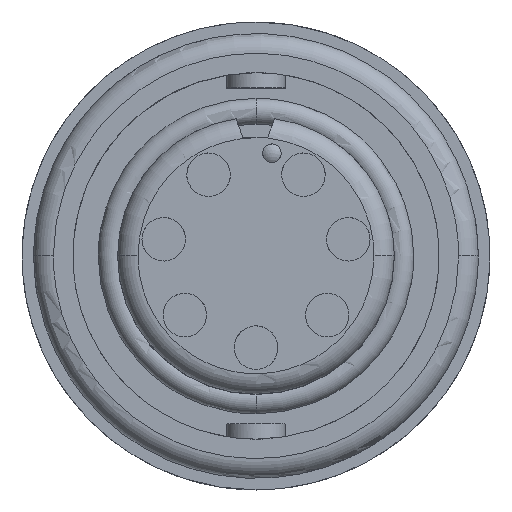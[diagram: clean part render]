
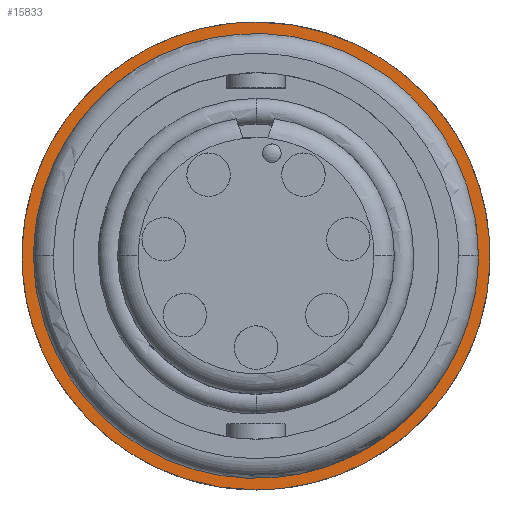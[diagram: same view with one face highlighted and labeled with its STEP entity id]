
A CAD part, top view. The second image highlights one B-rep face of the part: STEP entity #15833.
In plain terms, the highlighted planar face has unit normal (0, 0, 1).
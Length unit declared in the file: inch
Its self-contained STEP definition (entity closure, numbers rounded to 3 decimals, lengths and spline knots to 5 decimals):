
#2397 = EDGE_CURVE ( 'NONE', #5389, #5493, #11745, .T. ) ;
#3198 = EDGE_LOOP ( 'NONE', ( #19378, #19395 ) ) ;
#3201 = EDGE_LOOP ( 'NONE', ( #19013, #19144 ) ) ;
#3431 = EDGE_CURVE ( 'NONE', #5307, #5081, #14693, .T. ) ;
#5081 = VERTEX_POINT ( 'NONE', #9786 ) ;
#5307 = VERTEX_POINT ( 'NONE', #9884 ) ;
#5389 = VERTEX_POINT ( 'NONE', #9838 ) ;
#5493 = VERTEX_POINT ( 'NONE', #10131 ) ;
#6200 = CARTESIAN_POINT ( 'NONE',  ( -0.26989, 0.20741, -0.16158 ) ) ;
#6205 = CARTESIAN_POINT ( 'NONE',  ( -0.20741, 0.26989, -0.16158 ) ) ;
#6207 = CARTESIAN_POINT ( 'NONE',  ( -0.32872, 0.08834, -0.16158 ) ) ;
#6209 = CARTESIAN_POINT ( 'NONE',  ( -0.3375, 0.04418, -0.16158 ) ) ;
#6212 = CARTESIAN_POINT ( 'NONE',  ( -0.2949, 0.16997, -0.16158 ) ) ;
#6222 = CARTESIAN_POINT ( 'NONE',  ( -0.3375, 0., -0.16158 ) ) ;
#6260 = CARTESIAN_POINT ( 'NONE',  ( 0.3375, 0., -0.16158 ) ) ;
#6359 = CARTESIAN_POINT ( 'NONE',  ( 0.08834, 0.32872, -0.16158 ) ) ;
#6366 = CARTESIAN_POINT ( 'NONE',  ( -0.16997, 0.2949, -0.16158 ) ) ;
#6421 = CARTESIAN_POINT ( 'NONE',  ( 0.16997, 0.2949, -0.16158 ) ) ;
#6466 = CARTESIAN_POINT ( 'NONE',  ( 0.3375, 0.04418, -0.16158 ) ) ;
#6527 = CARTESIAN_POINT ( 'NONE',  ( 0.20741, 0.26989, -0.16158 ) ) ;
#6535 = CARTESIAN_POINT ( 'NONE',  ( 0.32872, 0.08834, -0.16158 ) ) ;
#6570 = CARTESIAN_POINT ( 'NONE',  ( 0.04418, 0.3375, -0.16158 ) ) ;
#6578 = CARTESIAN_POINT ( 'NONE',  ( 0.26989, 0.20741, -0.16158 ) ) ;
#6624 = CARTESIAN_POINT ( 'NONE',  ( -0.08834, 0.32872, -0.16158 ) ) ;
#6699 = CARTESIAN_POINT ( 'NONE',  ( 0.2949, 0.16997, -0.16158 ) ) ;
#6747 = CARTESIAN_POINT ( 'NONE',  ( -0.04418, 0.3375, -0.16158 ) ) ;
#8205 = CARTESIAN_POINT ( 'NONE',  ( 0., -0.355, -0.16158 ) ) ;
#8206 = CARTESIAN_POINT ( 'NONE',  ( -0.04647, -0.355, -0.16158 ) ) ;
#8207 = CARTESIAN_POINT ( 'NONE',  ( -0.09292, -0.34576, -0.16158 ) ) ;
#8208 = CARTESIAN_POINT ( 'NONE',  ( -0.17878, -0.31019, -0.16158 ) ) ;
#8209 = CARTESIAN_POINT ( 'NONE',  ( -0.21816, -0.28388, -0.16158 ) ) ;
#8210 = CARTESIAN_POINT ( 'NONE',  ( -0.28388, -0.21816, -0.16158 ) ) ;
#8211 = CARTESIAN_POINT ( 'NONE',  ( -0.31019, -0.17878, -0.16158 ) ) ;
#8212 = CARTESIAN_POINT ( 'NONE',  ( -0.34576, -0.09292, -0.16158 ) ) ;
#8213 = CARTESIAN_POINT ( 'NONE',  ( -0.355, -0.04647, -0.16158 ) ) ;
#8214 = CARTESIAN_POINT ( 'NONE',  ( -0.355, 0.04647, -0.16158 ) ) ;
#8215 = CARTESIAN_POINT ( 'NONE',  ( -0.34576, 0.09292, -0.16158 ) ) ;
#8216 = CARTESIAN_POINT ( 'NONE',  ( -0.31019, 0.17878, -0.16158 ) ) ;
#8217 = CARTESIAN_POINT ( 'NONE',  ( -0.28388, 0.21816, -0.16158 ) ) ;
#8218 = CARTESIAN_POINT ( 'NONE',  ( -0.21816, 0.28388, -0.16158 ) ) ;
#8219 = CARTESIAN_POINT ( 'NONE',  ( -0.17878, 0.31019, -0.16158 ) ) ;
#8220 = CARTESIAN_POINT ( 'NONE',  ( -0.09292, 0.34576, -0.16158 ) ) ;
#8221 = CARTESIAN_POINT ( 'NONE',  ( -0.04647, 0.355, -0.16158 ) ) ;
#8222 = CARTESIAN_POINT ( 'NONE',  ( 0., 0.355, -0.16158 ) ) ;
#9786 = CARTESIAN_POINT ( 'NONE',  ( -0.3375, 0., -0.16158 ) ) ;
#9838 = CARTESIAN_POINT ( 'NONE',  ( 0., 0.355, -0.16158 ) ) ;
#9884 = CARTESIAN_POINT ( 'NONE',  ( 0.3375, 0., -0.16158 ) ) ;
#10131 = CARTESIAN_POINT ( 'NONE',  ( 0., -0.355, -0.16158 ) ) ;
#11745 = B_SPLINE_CURVE_WITH_KNOTS ( 'NONE', 3,
 ( #19181, #19174, #19495, #19489, #18973, #19184, #19473, #18956, #19572, #19766, #19349, #19588, #19412, #18846, #18824, #18831, #19055, #19050 ),
 .UNSPECIFIED., .F., .F.,
 ( 4, 2, 2, 2, 2, 2, 2, 2, 4 ),
 ( 0., 0.125, 0.25, 0.375, 0.5, 0.625, 0.75, 0.875, 1. ),
 .UNSPECIFIED. ) ;
#13401 = CARTESIAN_POINT ( 'NONE',  ( -0.3375, 0., -0.16158 ) ) ;
#13402 = CARTESIAN_POINT ( 'NONE',  ( -0.3375, -0.04418, -0.16158 ) ) ;
#13403 = CARTESIAN_POINT ( 'NONE',  ( -0.32872, -0.08834, -0.16158 ) ) ;
#13404 = CARTESIAN_POINT ( 'NONE',  ( -0.2949, -0.16997, -0.16158 ) ) ;
#13405 = CARTESIAN_POINT ( 'NONE',  ( -0.26989, -0.20741, -0.16158 ) ) ;
#13406 = CARTESIAN_POINT ( 'NONE',  ( -0.20741, -0.26989, -0.16158 ) ) ;
#13407 = CARTESIAN_POINT ( 'NONE',  ( -0.16997, -0.2949, -0.16158 ) ) ;
#13408 = CARTESIAN_POINT ( 'NONE',  ( -0.08834, -0.32872, -0.16158 ) ) ;
#13409 = CARTESIAN_POINT ( 'NONE',  ( -0.04418, -0.3375, -0.16158 ) ) ;
#13410 = CARTESIAN_POINT ( 'NONE',  ( 0.04418, -0.3375, -0.16158 ) ) ;
#13411 = CARTESIAN_POINT ( 'NONE',  ( 0.08834, -0.32872, -0.16158 ) ) ;
#13412 = CARTESIAN_POINT ( 'NONE',  ( 0.16997, -0.2949, -0.16158 ) ) ;
#13413 = CARTESIAN_POINT ( 'NONE',  ( 0.20741, -0.26989, -0.16158 ) ) ;
#13414 = CARTESIAN_POINT ( 'NONE',  ( 0.26989, -0.20741, -0.16158 ) ) ;
#13415 = CARTESIAN_POINT ( 'NONE',  ( 0.2949, -0.16997, -0.16158 ) ) ;
#13416 = CARTESIAN_POINT ( 'NONE',  ( 0.32872, -0.08834, -0.16158 ) ) ;
#13417 = CARTESIAN_POINT ( 'NONE',  ( 0.3375, -0.04418, -0.16158 ) ) ;
#13418 = CARTESIAN_POINT ( 'NONE',  ( 0.3375, 0., -0.16158 ) ) ;
#13622 = PLANE ( 'NONE',  #17661 ) ;
#13626 = CARTESIAN_POINT ( 'NONE',  ( 0., 0.3375, -0.16158 ) ) ;
#13627 = DIRECTION ( 'NONE',  ( 0., 0., -1. ) ) ;
#13628 = DIRECTION ( 'NONE',  ( 0., 1., 0. ) ) ;
#14646 = B_SPLINE_CURVE_WITH_KNOTS ( 'NONE', 3,
 ( #8205, #8206, #8207, #8208, #8209, #8210, #8211, #8212, #8213, #8214, #8215, #8216, #8217, #8218, #8219, #8220, #8221, #8222 ),
 .UNSPECIFIED., .F., .F.,
 ( 4, 2, 2, 2, 2, 2, 2, 2, 4 ),
 ( 0., 0.125, 0.25, 0.375, 0.5, 0.625, 0.75, 0.875, 1. ),
 .UNSPECIFIED. ) ;
#14693 = B_SPLINE_CURVE_WITH_KNOTS ( 'NONE', 3,
 ( #6260, #6466, #6535, #6699, #6578, #6527, #6421, #6359, #6570, #6747, #6624, #6366, #6205, #6200, #6212, #6207, #6209, #6222 ),
 .UNSPECIFIED., .F., .F.,
 ( 4, 2, 2, 2, 2, 2, 2, 2, 4 ),
 ( 0., 0.125, 0.25, 0.375, 0.5, 0.625, 0.75, 0.875, 1. ),
 .UNSPECIFIED. ) ;
#15419 = EDGE_CURVE ( 'NONE', #5493, #5389, #14646, .T. ) ;
#15787 = EDGE_CURVE ( 'NONE', #5081, #5307, #21729, .T. ) ;
#15833 = ADVANCED_FACE ( 'NONE', ( #17637, #18272 ), #13622, .F. ) ;
#17637 = FACE_BOUND ( 'NONE', #3198, .T. ) ;
#17661 = AXIS2_PLACEMENT_3D ( 'NONE', #13626, #13627, #13628 ) ;
#18272 = FACE_OUTER_BOUND ( 'NONE', #3201, .T. ) ;
#18824 = CARTESIAN_POINT ( 'NONE',  ( 0.17878, -0.31019, -0.16158 ) ) ;
#18831 = CARTESIAN_POINT ( 'NONE',  ( 0.09292, -0.34576, -0.16158 ) ) ;
#18846 = CARTESIAN_POINT ( 'NONE',  ( 0.21816, -0.28388, -0.16158 ) ) ;
#18956 = CARTESIAN_POINT ( 'NONE',  ( 0.34576, 0.09292, -0.16158 ) ) ;
#18973 = CARTESIAN_POINT ( 'NONE',  ( 0.21816, 0.28388, -0.16158 ) ) ;
#19013 = ORIENTED_EDGE ( 'NONE', *, *, #2397, .F. ) ;
#19050 = CARTESIAN_POINT ( 'NONE',  ( 0., -0.355, -0.16158 ) ) ;
#19055 = CARTESIAN_POINT ( 'NONE',  ( 0.04647, -0.355, -0.16158 ) ) ;
#19144 = ORIENTED_EDGE ( 'NONE', *, *, #15419, .F. ) ;
#19174 = CARTESIAN_POINT ( 'NONE',  ( 0.04647, 0.355, -0.16158 ) ) ;
#19181 = CARTESIAN_POINT ( 'NONE',  ( 0., 0.355, -0.16158 ) ) ;
#19184 = CARTESIAN_POINT ( 'NONE',  ( 0.28388, 0.21816, -0.16158 ) ) ;
#19349 = CARTESIAN_POINT ( 'NONE',  ( 0.34576, -0.09292, -0.16158 ) ) ;
#19378 = ORIENTED_EDGE ( 'NONE', *, *, #3431, .F. ) ;
#19395 = ORIENTED_EDGE ( 'NONE', *, *, #15787, .F. ) ;
#19412 = CARTESIAN_POINT ( 'NONE',  ( 0.28388, -0.21816, -0.16158 ) ) ;
#19473 = CARTESIAN_POINT ( 'NONE',  ( 0.31019, 0.17878, -0.16158 ) ) ;
#19489 = CARTESIAN_POINT ( 'NONE',  ( 0.17878, 0.31019, -0.16158 ) ) ;
#19495 = CARTESIAN_POINT ( 'NONE',  ( 0.09292, 0.34576, -0.16158 ) ) ;
#19572 = CARTESIAN_POINT ( 'NONE',  ( 0.355, 0.04647, -0.16158 ) ) ;
#19588 = CARTESIAN_POINT ( 'NONE',  ( 0.31019, -0.17878, -0.16158 ) ) ;
#19766 = CARTESIAN_POINT ( 'NONE',  ( 0.355, -0.04647, -0.16158 ) ) ;
#21729 = B_SPLINE_CURVE_WITH_KNOTS ( 'NONE', 3,
 ( #13401, #13402, #13403, #13404, #13405, #13406, #13407, #13408, #13409, #13410, #13411, #13412, #13413, #13414, #13415, #13416, #13417, #13418 ),
 .UNSPECIFIED., .F., .F.,
 ( 4, 2, 2, 2, 2, 2, 2, 2, 4 ),
 ( 0., 0.125, 0.25, 0.375, 0.5, 0.625, 0.75, 0.875, 1. ),
 .UNSPECIFIED. ) ;
